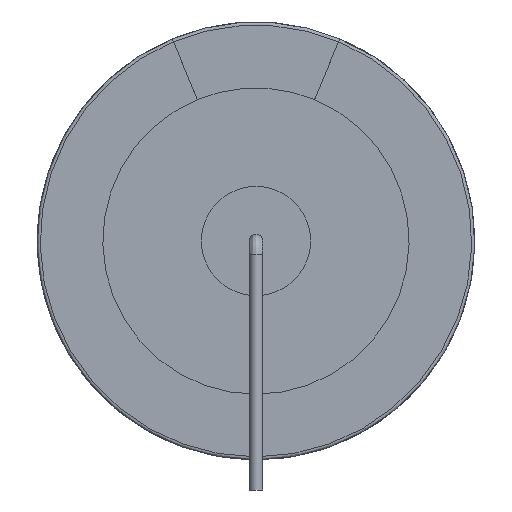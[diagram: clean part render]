
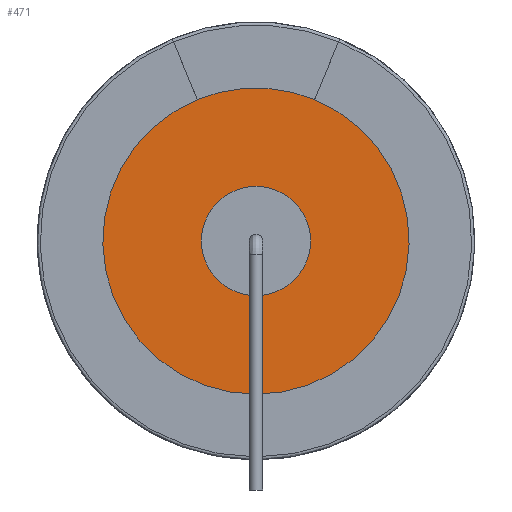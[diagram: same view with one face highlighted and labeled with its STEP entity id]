
A CAD part, left-side view. The second image highlights one B-rep face of the part: STEP entity #471.
In plain terms, the highlighted planar face has unit normal (-1, 0, 0).
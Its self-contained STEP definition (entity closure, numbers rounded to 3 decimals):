
#28=DIRECTION('',(1.,0.,0.));
#34=AXIS2_PLACEMENT_3D('',#35,#36,#37);
#35=CARTESIAN_POINT('',(3.7,0.,14.5));
#36=DIRECTION('',(-1.,0.,0.));
#37=DIRECTION('',(0.,-0.383,0.924));
#120=VECTOR('',#121,1.);
#121=DIRECTION('',(0.,0.383,-0.924));
#204=VERTEX_POINT('',#205);
#205=CARTESIAN_POINT('',(3.7,-3.884,23.877));
#210=EDGE_CURVE('',#204,#211,#213,.T.);
#211=VERTEX_POINT('',#212);
#212=CARTESIAN_POINT('',(3.7,-3.88,23.868));
#213=LINE('',#214,#120);
#214=CARTESIAN_POINT('',(3.7,-1.394,17.866));
#348=VECTOR('',#349,1.);
#349=DIRECTION('',(0.,-0.383,-0.924));
#427=VERTEX_POINT('',#428);
#428=CARTESIAN_POINT('',(3.7,3.884,23.877));
#431=ORIENTED_EDGE('',*,*,#432,.T.);
#432=EDGE_CURVE('',#427,#433,#435,.T.);
#433=VERTEX_POINT('',#434);
#434=CARTESIAN_POINT('',(3.7,3.88,23.868));
#435=LINE('',#436,#348);
#436=CARTESIAN_POINT('',(3.7,1.394,17.866));
#465=EDGE_CURVE('',#211,#433,#466,.T.);
#466=CIRCLE('',#34,10.14);
#471=ADVANCED_FACE('',(#472,#486),#493,.F.);
#472=FACE_BOUND('',#473,.F.);
#473=EDGE_LOOP('',(#474,#482,#431,#484,#485));
#474=ORIENTED_EDGE('',*,*,#475,.T.);
#475=EDGE_CURVE('',#204,#476,#478,.T.);
#476=VERTEX_POINT('',#477);
#477=CARTESIAN_POINT('',(3.7,0.,4.35));
#478=CIRCLE('',#479,10.15);
#479=AXIS2_PLACEMENT_3D('',#35,#480,#481);
#480=DIRECTION('',(1.,-0.,0.));
#481=DIRECTION('',(0.,0.,-1.));
#482=ORIENTED_EDGE('',*,*,#483,.T.);
#483=EDGE_CURVE('',#476,#427,#478,.T.);
#484=ORIENTED_EDGE('',*,*,#465,.F.);
#485=ORIENTED_EDGE('',*,*,#210,.F.);
#486=FACE_BOUND('',#487,.F.);
#487=EDGE_LOOP('',(#488));
#488=ORIENTED_EDGE('',*,*,#489,.F.);
#489=EDGE_CURVE('',#490,#490,#492,.T.);
#490=VERTEX_POINT('',#491);
#491=CARTESIAN_POINT('',(3.7,0.,10.875));
#492=CIRCLE('',#479,3.625);
#493=PLANE('',#494);
#494=AXIS2_PLACEMENT_3D('',#495,#28,#481);
#495=CARTESIAN_POINT('',(3.7,0.,14.5));
